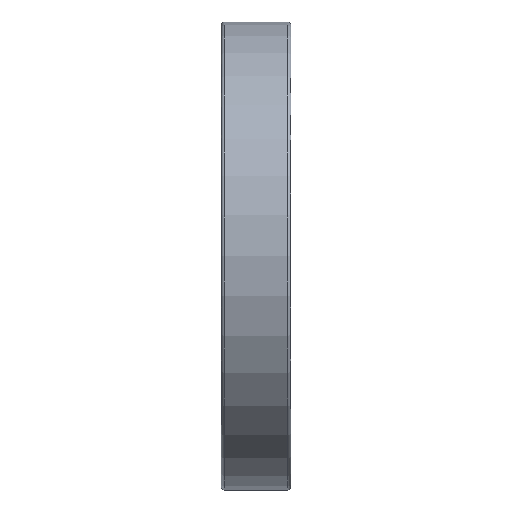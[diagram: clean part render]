
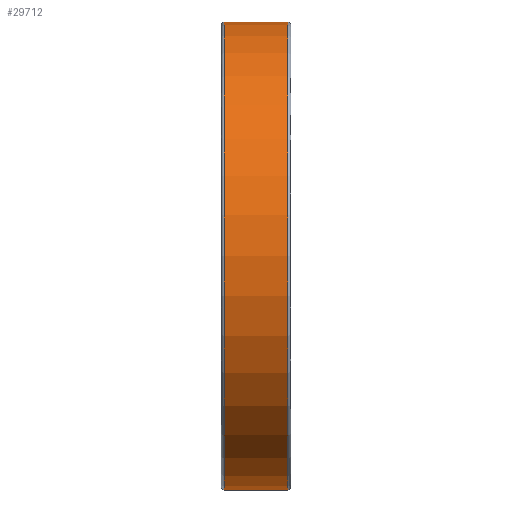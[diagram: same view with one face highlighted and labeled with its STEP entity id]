
A CAD part, top view. The second image highlights one B-rep face of the part: STEP entity #29712.
In plain terms, the highlighted cylindrical face has radius 23.5 mm (diameter 47 mm), a partial arc.
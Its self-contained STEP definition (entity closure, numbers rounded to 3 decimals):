
#19310=DIRECTION('',(-1.,0.,0.));
#19311=VECTOR('',#19310,6.4);
#19312=CARTESIAN_POINT('',(3.2,23.5,0.));
#19313=LINE('',#19312,#19311);
#19317=DIRECTION('',(-1.,0.,0.));
#19318=VECTOR('',#19317,6.4);
#19319=CARTESIAN_POINT('',(3.2,-23.5,0.));
#19320=LINE('',#19319,#19318);
#19332=CARTESIAN_POINT('',(3.2,0.,0.));
#19333=DIRECTION('',(1.,0.,0.));
#19334=DIRECTION('',(0.,1.,0.));
#19335=AXIS2_PLACEMENT_3D('',#19332,#19333,#19334);
#19340=CARTESIAN_POINT('',(-3.2,0.,0.));
#19341=DIRECTION('',(1.,0.,0.));
#19342=DIRECTION('',(0.,1.,0.));
#19343=AXIS2_PLACEMENT_3D('',#19340,#19341,#19342);
#26456=CARTESIAN_POINT('',(3.2,23.5,0.));
#26457=CARTESIAN_POINT('',(-3.2,23.5,0.));
#26458=VERTEX_POINT('',#26456);
#26459=VERTEX_POINT('',#26457);
#26468=CARTESIAN_POINT('',(3.2,-23.5,0.));
#26469=CARTESIAN_POINT('',(-3.2,-23.5,0.));
#26470=VERTEX_POINT('',#26468);
#26471=VERTEX_POINT('',#26469);
#29700=CARTESIAN_POINT('',(-3.85,0.,0.));
#29701=DIRECTION('',(1.,0.,0.));
#29702=DIRECTION('',(0.,-1.,0.));
#29703=AXIS2_PLACEMENT_3D('',#29700,#29701,#29702);
#29704=CYLINDRICAL_SURFACE('',#29703,23.5);
#29705=ORIENTED_EDGE('',*,*,#29690,.F.);
#29706=ORIENTED_EDGE('',*,*,#29667,.T.);
#29707=ORIENTED_EDGE('',*,*,#29694,.T.);
#29709=ORIENTED_EDGE('',*,*,#29708,.F.);
#29710=EDGE_LOOP('',(#29705,#29706,#29707,#29709));
#29711=FACE_OUTER_BOUND('',#29710,.F.);
#19336=CIRCLE('',#19335,23.5);
#19344=CIRCLE('',#19343,23.5);
#29667=EDGE_CURVE('',#26458,#26470,#19336,.T.);
#29690=EDGE_CURVE('',#26458,#26459,#19313,.T.);
#29694=EDGE_CURVE('',#26470,#26471,#19320,.T.);
#29708=EDGE_CURVE('',#26459,#26471,#19344,.T.);
#29712=ADVANCED_FACE('',(#29711),#29704,.T.);
